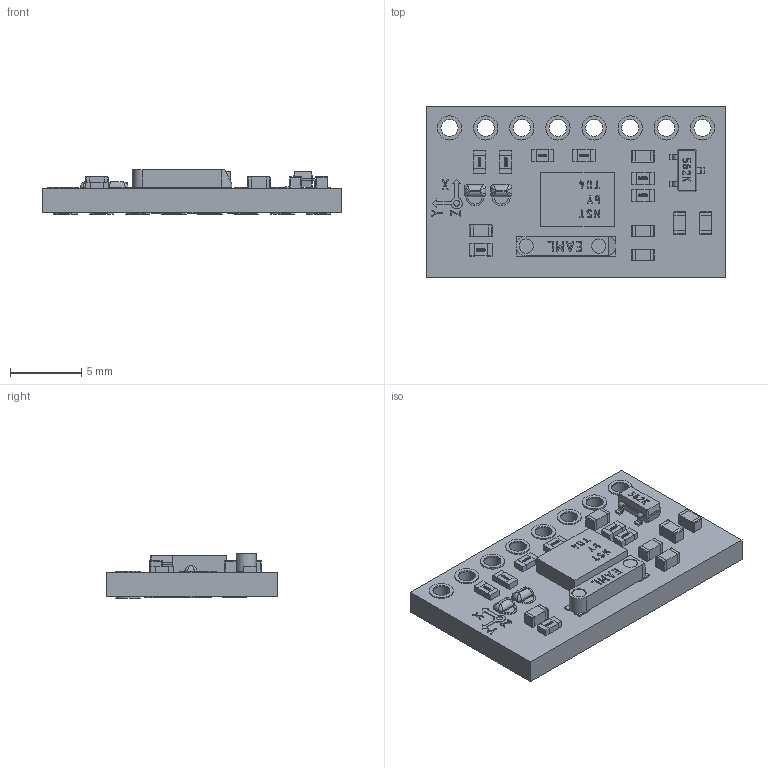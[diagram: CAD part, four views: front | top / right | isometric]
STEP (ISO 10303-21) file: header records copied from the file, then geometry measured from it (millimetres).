
FILE_DESCRIPTION(('STEP AP242'), '1');
FILE_NAME('GY-BNO055', '', ('UNSPECIFIED'), ('UNSPECIFIED'), 'C3D Converter', 'C3D Toolkit', '');
FILE_SCHEMA(('AP242_MANAGED_MODEL_BASED_3D_ENGINEERING_MIM_LF { 1 0 10303 442 1 1 4 }'));
Length unit declared in the file: millimetre
Products named in the file (8): SOLID; 0603 Resistor; 0603 Capacitor
Assembly tree (19 placements, depth 2):
  (unnamed)
    (unnamed)
    (unnamed)
    (unnamed)
    SOLID
    0603 Resistor  x7
    0603 Capacitor  x6
    (unnamed)  x2
Bounding box: 21 x 12 x 3.15 mm (x, y, z)
Volume: 462.8 mm3; surface area: 957.2 mm2
Topology: 106 solids, 113 shells, 2248 faces, 5683 edges, 3730 vertices
Faces by surface type: plane 1182, extrusion 883, cylinder 127, bspline 56
Full cylindrical faces by diameter (mm): 0.4 x1, 1 x4, 1.2 x24, 1.25 x2, 1.7 x16
Entity records: 75847 total; most frequent: CARTESIAN_POINT 18577, ORIENTED_EDGE 9839, DIRECTION 6129, EDGE_CURVE 4925, VECTOR 3869, VERTEX_POINT 3297, LINE 2986, B_SPLINE_CURVE_WITH_KNOTS 2678
